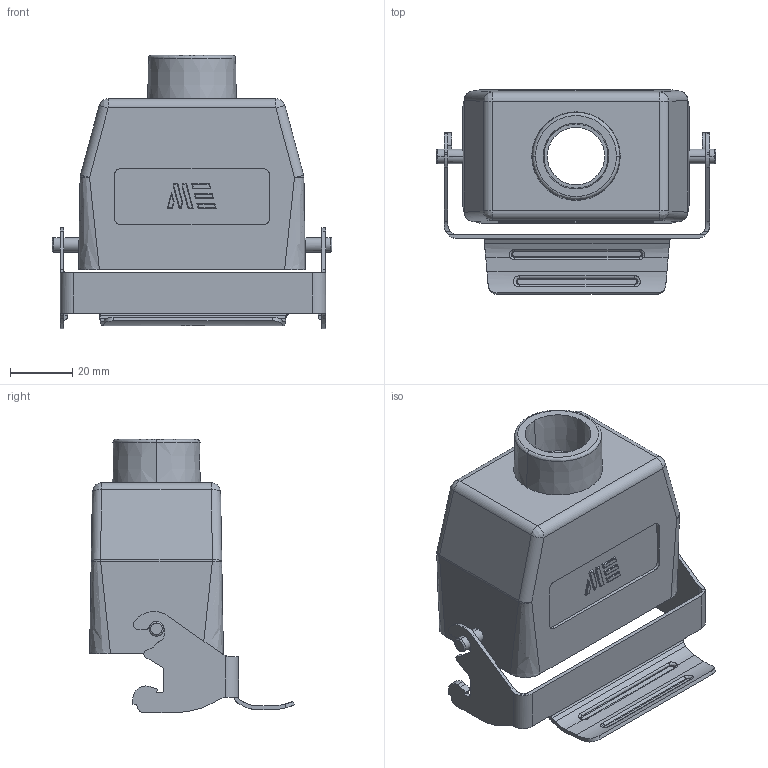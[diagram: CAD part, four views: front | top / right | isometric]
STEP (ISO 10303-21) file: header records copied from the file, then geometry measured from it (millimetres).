
FILE_DESCRIPTION (( 'STEP AP203' ), '1' );
FILE_NAME ('293563005S.step', '2025-02-12T17:53:48', ( '' ), ( '' ), 'SwSTEP 2.0', 'SolidWorks 2024', '' );
FILE_SCHEMA (( 'CONFIG_CONTROL_DESIGN' ));
Length unit declared in the file: inch
Products named in the file (1): 293563005S
Bounding box: 90 x 65.93 x 88 mm (x, y, z)
Volume: 53988.5 mm3; surface area: 37184.4 mm2
Topology: 1 solids, 1 shells, 406 faces, 1032 edges, 650 vertices
Faces by surface type: cylinder 178, plane 176, bspline 44, cone 8
Entity records: 14477 total; most frequent: CARTESIAN_POINT 5104, ORIENTED_EDGE 2056, DIRECTION 1737, EDGE_CURVE 1028, VERTEX_POINT 650, LINE 625, VECTOR 625, AXIS2_PLACEMENT_3D 556
